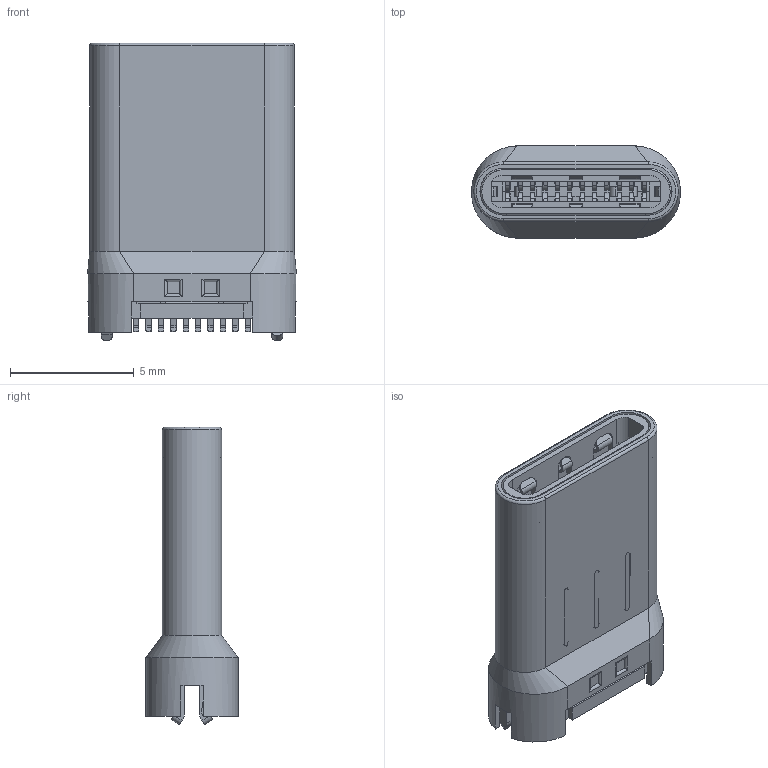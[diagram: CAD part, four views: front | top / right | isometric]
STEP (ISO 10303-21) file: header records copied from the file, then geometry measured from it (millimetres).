
FILE_DESCRIPTION(/* description */ ('Unknown'),/* implementation_level */ '2;1');
FILE_NAME(/* name */ '632712000112',/* time_stamp */ '2023-04-26T10:10:45+02:00',/* author */ ('Unknown'),/* organization */ ('Unknown'),/* preprocessor_version */ 'ST-DEVELOPER v18.102',/* originating_system */ 'Solid Edge',/* authorisation */ 'Unknown');
FILE_SCHEMA (('AUTOMOTIVE_DESIGN {1 0 10303 214 3 1 1}'));
Length unit declared in the file: millimetre
Products named in the file (9): 632712000112; 632712000112_Shielding; 632712000112_Housing1; SE Shielding Pin; 632712000112_Housing2; 632712000112_Pin; 632712000112_Shielding2.asm; 632712000112_Shielding3.asm; 632712000112_Mylar
Assembly tree (22 placements, depth 3):
  632712000112
    632712000112_Shielding
    632712000112_Housing1
    SE Shielding Pin  x2
      632712000112_Housing2
      632712000112_Pin
    632712000112_Shielding2.asm  x2
    632712000112_Shielding3.asm
    632712000112_Mylar  x2
Bounding box: 8.43 x 3.72 x 12 mm (x, y, z)
Volume: 158.6 mm3; surface area: 1528.1 mm2
Topology: 33 solids, 33 shells, 2253 faces, 6480 edges, 4225 vertices
Faces by surface type: plane 1595, cylinder 617, torus 26, bspline 8, cone 7
Entity records: 40460 total; most frequent: CARTESIAN_POINT 7228, ORIENTED_EDGE 6960, DIRECTION 6390, EDGE_CURVE 3480, LINE 2900, VECTOR 2900, VERTEX_POINT 2265, AXIS2_PLACEMENT_3D 1745
